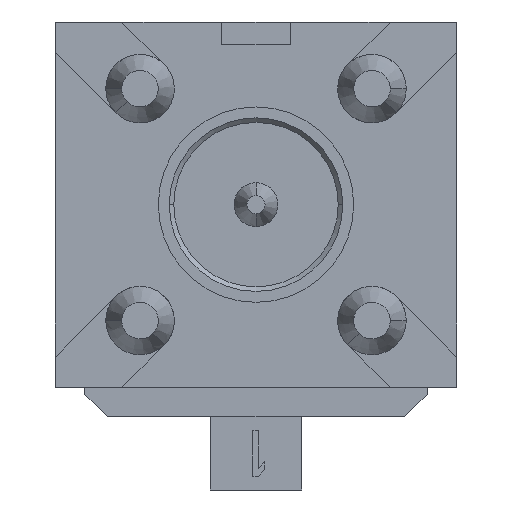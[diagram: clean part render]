
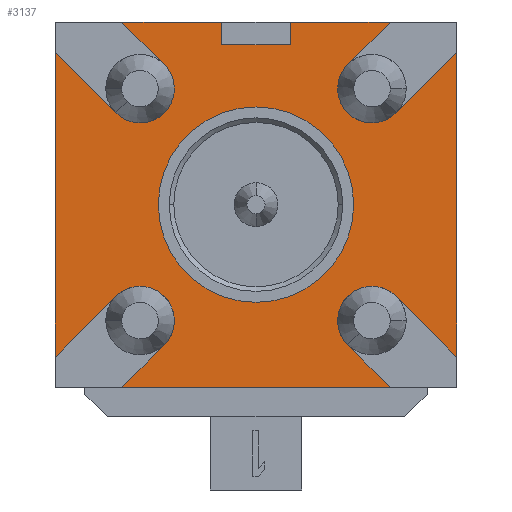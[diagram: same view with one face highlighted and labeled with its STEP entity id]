
A CAD part, left-side view. The second image highlights one B-rep face of the part: STEP entity #3137.
In plain terms, the highlighted planar face has unit normal (-1, 0, 0).
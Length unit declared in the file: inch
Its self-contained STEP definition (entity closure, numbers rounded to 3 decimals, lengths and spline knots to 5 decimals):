
#51=DIRECTION('',(0.,-1.,0.));
#52=VECTOR('',#51,0.08619);
#53=CARTESIAN_POINT('',(0.12598,-0.02953,
0.15748));
#54=LINE('',#53,#52);
#59=DIRECTION('',(0.,-1.,0.));
#60=VECTOR('',#59,0.08619);
#61=CARTESIAN_POINT('',(0.12598,0.11572,0.15748));
#62=LINE('',#61,#60);
#87=DIRECTION('',(0.,0.,1.));
#88=VECTOR('',#87,0.01969);
#89=CARTESIAN_POINT('',(0.12598,-0.02953,
0.1378));
#90=LINE('',#89,#88);
#91=DIRECTION('',(0.,-0.707,0.707));
#92=VECTOR('',#91,0.05176);
#93=CARTESIAN_POINT('',(0.12598,-0.07912,
0.12088));
#94=LINE('',#93,#92);
#95=CARTESIAN_POINT('',(0.12598,-0.1,0.1));
#96=DIRECTION('',(1.,0.,0.));
#97=DIRECTION('',(0.,-0.707,-0.707));
#98=AXIS2_PLACEMENT_3D('',#95,#96,#97);
#100=DIRECTION('',(0.,0.707,-0.707));
#101=VECTOR('',#100,0.07403);
#102=CARTESIAN_POINT('',(0.12598,-0.17323,
0.13147));
#103=LINE('',#102,#101);
#104=DIRECTION('',(0.,-0.707,-0.707));
#105=VECTOR('',#104,0.07403);
#106=CARTESIAN_POINT('',(0.12598,-0.12088,
-0.07912));
#107=LINE('',#106,#105);
#108=CARTESIAN_POINT('',(0.12598,-0.1,-0.1));
#109=DIRECTION('',(1.,0.,0.));
#110=DIRECTION('',(0.,0.707,-0.707));
#111=AXIS2_PLACEMENT_3D('',#108,#109,#110);
#113=DIRECTION('',(0.,0.707,0.707));
#114=VECTOR('',#113,0.05176);
#115=CARTESIAN_POINT('',(0.12598,-0.11572,
-0.15748));
#116=LINE('',#115,#114);
#117=DIRECTION('',(0.,0.707,-0.707));
#118=VECTOR('',#117,0.05176);
#119=CARTESIAN_POINT('',(0.12598,0.07912,
-0.12088));
#120=LINE('',#119,#118);
#121=CARTESIAN_POINT('',(0.12598,0.1,-0.1));
#122=DIRECTION('',(1.,0.,0.));
#123=DIRECTION('',(0.,0.707,0.707));
#124=AXIS2_PLACEMENT_3D('',#121,#122,#123);
#126=DIRECTION('',(0.,-0.707,0.707));
#127=VECTOR('',#126,0.07403);
#128=CARTESIAN_POINT('',(0.12598,0.17323,
-0.13147));
#129=LINE('',#128,#127);
#130=DIRECTION('',(0.,0.707,0.707));
#131=VECTOR('',#130,0.07403);
#132=CARTESIAN_POINT('',(0.12598,0.12088,
0.07912));
#133=LINE('',#132,#131);
#134=CARTESIAN_POINT('',(0.12598,0.1,0.1));
#135=DIRECTION('',(1.,0.,0.));
#136=DIRECTION('',(0.,-0.707,0.707));
#137=AXIS2_PLACEMENT_3D('',#134,#135,#136);
#139=DIRECTION('',(0.,-0.707,-0.707));
#140=VECTOR('',#139,0.05176);
#141=CARTESIAN_POINT('',(0.12598,0.11572,
0.15748));
#142=LINE('',#141,#140);
#143=DIRECTION('',(0.,0.,1.));
#144=VECTOR('',#143,0.01969);
#145=CARTESIAN_POINT('',(0.12598,0.02953,
0.1378));
#146=LINE('',#145,#144);
#147=DIRECTION('',(0.,-1.,0.));
#148=VECTOR('',#147,0.05906);
#149=CARTESIAN_POINT('',(0.12598,0.02953,
0.1378));
#150=LINE('',#149,#148);
#151=CARTESIAN_POINT('',(0.12598,0.,0.));
#152=DIRECTION('',(1.,0.,0.));
#153=DIRECTION('',(0.,1.,0.));
#154=AXIS2_PLACEMENT_3D('',#151,#152,#153);
#156=CARTESIAN_POINT('',(0.12598,0.,0.));
#157=DIRECTION('',(1.,0.,0.));
#158=DIRECTION('',(0.,-1.,0.));
#159=AXIS2_PLACEMENT_3D('',#156,#157,#158);
#227=DIRECTION('',(0.,0.,-1.));
#228=VECTOR('',#227,0.26294);
#229=CARTESIAN_POINT('',(0.12598,-0.17323,
0.13147));
#230=LINE('',#229,#228);
#299=DIRECTION('',(0.,0.,1.));
#300=VECTOR('',#299,0.26294);
#301=CARTESIAN_POINT('',(0.12598,0.17323,
-0.13147));
#302=LINE('',#301,#300);
#337=DIRECTION('',(0.,1.,0.));
#338=VECTOR('',#337,0.23144);
#339=CARTESIAN_POINT('',(0.12598,-0.11572,
-0.15748));
#340=LINE('',#339,#338);
#2345=CARTESIAN_POINT('',(0.12598,-0.17323,
0.13147));
#2346=CARTESIAN_POINT('',(0.12598,-0.17323,
-0.13147));
#2347=VERTEX_POINT('',#2345);
#2348=VERTEX_POINT('',#2346);
#2349=CARTESIAN_POINT('',(0.12598,-0.11572,
-0.15748));
#2350=CARTESIAN_POINT('',(0.12598,0.11572,
-0.15748));
#2351=VERTEX_POINT('',#2349);
#2352=VERTEX_POINT('',#2350);
#2353=CARTESIAN_POINT('',(0.12598,0.17323,
-0.13147));
#2354=CARTESIAN_POINT('',(0.12598,0.17323,
0.13147));
#2355=VERTEX_POINT('',#2353);
#2356=VERTEX_POINT('',#2354);
#2433=CARTESIAN_POINT('',(0.12598,0.07912,
0.12088));
#2434=CARTESIAN_POINT('',(0.12598,0.12088,
0.07912));
#2435=VERTEX_POINT('',#2433);
#2436=VERTEX_POINT('',#2434);
#2437=CARTESIAN_POINT('',(0.12598,-0.12088,
0.07912));
#2438=CARTESIAN_POINT('',(0.12598,-0.07912,
0.12088));
#2439=VERTEX_POINT('',#2437);
#2440=VERTEX_POINT('',#2438);
#2441=CARTESIAN_POINT('',(0.12598,-0.07912,
-0.12088));
#2442=CARTESIAN_POINT('',(0.12598,-0.12088,
-0.07912));
#2443=VERTEX_POINT('',#2441);
#2444=VERTEX_POINT('',#2442);
#2445=CARTESIAN_POINT('',(0.12598,0.12088,
-0.07912));
#2446=CARTESIAN_POINT('',(0.12598,0.07912,
-0.12088));
#2447=VERTEX_POINT('',#2445);
#2448=VERTEX_POINT('',#2446);
#2505=CARTESIAN_POINT('',(0.12598,-0.11572,
0.15748));
#2506=VERTEX_POINT('',#2505);
#2507=CARTESIAN_POINT('',(0.12598,0.11572,
0.15748));
#2508=VERTEX_POINT('',#2507);
#2513=CARTESIAN_POINT('',(0.12598,0.08425,0.));
#2514=CARTESIAN_POINT('',(0.12598,-0.08425,0.));
#2515=VERTEX_POINT('',#2513);
#2516=VERTEX_POINT('',#2514);
#2529=CARTESIAN_POINT('',(0.12598,-0.02953,
0.1378));
#2530=CARTESIAN_POINT('',(0.12598,-0.02953,
0.15748));
#2531=VERTEX_POINT('',#2529);
#2532=VERTEX_POINT('',#2530);
#2533=CARTESIAN_POINT('',(0.12598,0.02953,
0.1378));
#2534=VERTEX_POINT('',#2533);
#2535=CARTESIAN_POINT('',(0.12598,0.02953,
0.15748));
#2536=VERTEX_POINT('',#2535);
#3087=CARTESIAN_POINT('',(0.12598,0.17323,
0.15748));
#3088=DIRECTION('',(-1.,0.,0.));
#3089=DIRECTION('',(0.,0.,1.));
#3090=AXIS2_PLACEMENT_3D('',#3087,#3088,#3089);
#3091=PLANE('',#3090);
#3093=ORIENTED_EDGE('',*,*,#3092,.T.);
#3094=ORIENTED_EDGE('',*,*,#3061,.T.);
#3096=ORIENTED_EDGE('',*,*,#3095,.F.);
#3098=ORIENTED_EDGE('',*,*,#3097,.F.);
#3100=ORIENTED_EDGE('',*,*,#3099,.F.);
#3102=ORIENTED_EDGE('',*,*,#3101,.T.);
#3104=ORIENTED_EDGE('',*,*,#3103,.F.);
#3106=ORIENTED_EDGE('',*,*,#3105,.F.);
#3108=ORIENTED_EDGE('',*,*,#3107,.F.);
#3110=ORIENTED_EDGE('',*,*,#3109,.T.);
#3112=ORIENTED_EDGE('',*,*,#3111,.F.);
#3114=ORIENTED_EDGE('',*,*,#3113,.F.);
#3116=ORIENTED_EDGE('',*,*,#3115,.F.);
#3118=ORIENTED_EDGE('',*,*,#3117,.T.);
#3120=ORIENTED_EDGE('',*,*,#3119,.F.);
#3121=ORIENTED_EDGE('',*,*,#3018,.F.);
#3123=ORIENTED_EDGE('',*,*,#3122,.F.);
#3124=ORIENTED_EDGE('',*,*,#3069,.T.);
#3126=ORIENTED_EDGE('',*,*,#3125,.F.);
#3128=ORIENTED_EDGE('',*,*,#3127,.T.);
#3129=EDGE_LOOP('',(#3093,#3094,#3096,#3098,#3100,#3102,#3104,#3106,#3108,#3110,
#3112,#3114,#3116,#3118,#3120,#3121,#3123,#3124,#3126,#3128));
#3130=FACE_OUTER_BOUND('',#3129,.F.);
#3132=ORIENTED_EDGE('',*,*,#3131,.F.);
#3134=ORIENTED_EDGE('',*,*,#3133,.F.);
#3135=EDGE_LOOP('',(#3132,#3134));
#3136=FACE_BOUND('',#3135,.F.);
#3137=ADVANCED_FACE('',(#3130,#3136),#3091,.T.);
#99=CIRCLE('',#98,0.02953);
#112=CIRCLE('',#111,0.02953);
#125=CIRCLE('',#124,0.02953);
#138=CIRCLE('',#137,0.02953);
#155=CIRCLE('',#154,0.08425);
#160=CIRCLE('',#159,0.08425);
#3018=EDGE_CURVE('',#2435,#2436,#138,.T.);
#3061=EDGE_CURVE('',#2532,#2506,#54,.T.);
#3069=EDGE_CURVE('',#2508,#2536,#62,.T.);
#3092=EDGE_CURVE('',#2531,#2532,#90,.T.);
#3095=EDGE_CURVE('',#2440,#2506,#94,.T.);
#3097=EDGE_CURVE('',#2439,#2440,#99,.T.);
#3099=EDGE_CURVE('',#2347,#2439,#103,.T.);
#3101=EDGE_CURVE('',#2347,#2348,#230,.T.);
#3103=EDGE_CURVE('',#2444,#2348,#107,.T.);
#3105=EDGE_CURVE('',#2443,#2444,#112,.T.);
#3107=EDGE_CURVE('',#2351,#2443,#116,.T.);
#3109=EDGE_CURVE('',#2351,#2352,#340,.T.);
#3111=EDGE_CURVE('',#2448,#2352,#120,.T.);
#3113=EDGE_CURVE('',#2447,#2448,#125,.T.);
#3115=EDGE_CURVE('',#2355,#2447,#129,.T.);
#3117=EDGE_CURVE('',#2355,#2356,#302,.T.);
#3119=EDGE_CURVE('',#2436,#2356,#133,.T.);
#3122=EDGE_CURVE('',#2508,#2435,#142,.T.);
#3125=EDGE_CURVE('',#2534,#2536,#146,.T.);
#3127=EDGE_CURVE('',#2534,#2531,#150,.T.);
#3131=EDGE_CURVE('',#2515,#2516,#155,.T.);
#3133=EDGE_CURVE('',#2516,#2515,#160,.T.);
